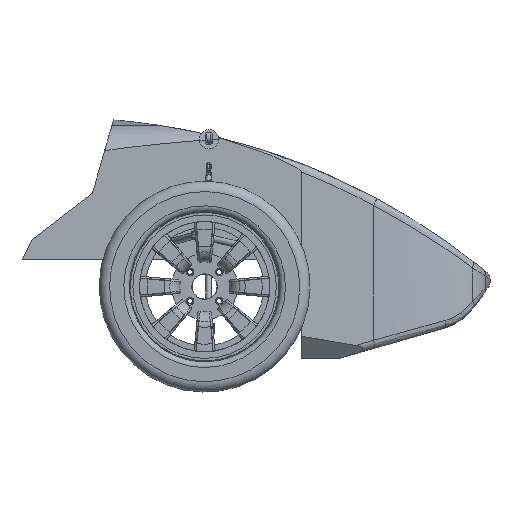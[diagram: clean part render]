
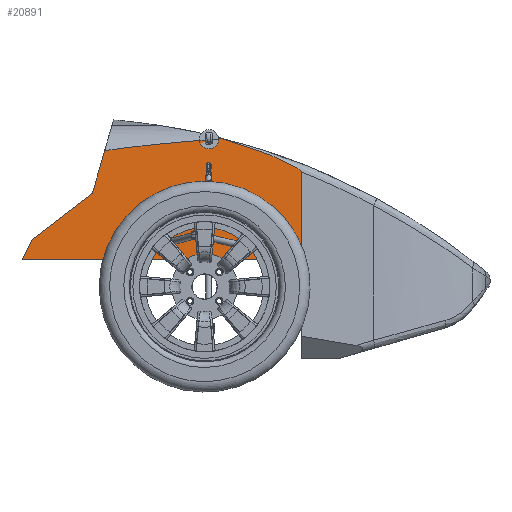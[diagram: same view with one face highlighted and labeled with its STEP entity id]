
A CAD part, front view. The second image highlights one B-rep face of the part: STEP entity #20891.
In plain terms, the highlighted face is planar.
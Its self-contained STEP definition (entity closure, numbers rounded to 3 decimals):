
#1247=ELLIPSE('',#24536,1556.879,106.111);
#1665=B_SPLINE_CURVE_WITH_KNOTS('',3,(#57320,#57321,#57322,#57323,#57324,
#57325,#57326,#57327,#57328,#57329,#57330,#57331,#57332,#57333),
 .UNSPECIFIED.,.F.,.F.,(4,2,2,2,2,2,4),(-11.652,-10.172,
-1.868,-0.512,-0.187,-0.065,
0.),.UNSPECIFIED.);
#3173=FACE_OUTER_BOUND('',#4550,.T.);
#4550=EDGE_LOOP('',(#19056,#19057,#19058,#19059,#19060,#19061,#19062));
#7045=LINE('',#57337,#8117);
#7046=LINE('',#57339,#8118);
#7047=LINE('',#57341,#8119);
#7048=LINE('',#57343,#8120);
#7049=LINE('',#57344,#8121);
#8117=VECTOR('',#30859,10.);
#8118=VECTOR('',#30860,10.);
#8119=VECTOR('',#30861,10.);
#8120=VECTOR('',#30862,10.);
#8121=VECTOR('',#30863,10.);
#10123=VERTEX_POINT('',#57318);
#10124=VERTEX_POINT('',#57319);
#10125=VERTEX_POINT('',#57334);
#10126=VERTEX_POINT('',#57336);
#10127=VERTEX_POINT('',#57338);
#10128=VERTEX_POINT('',#57340);
#10129=VERTEX_POINT('',#57342);
#13108=EDGE_CURVE('',#10123,#10124,#1665,.T.);
#13109=EDGE_CURVE('',#10125,#10123,#1247,.T.);
#13110=EDGE_CURVE('',#10126,#10125,#7045,.T.);
#13111=EDGE_CURVE('',#10127,#10126,#7046,.T.);
#13112=EDGE_CURVE('',#10128,#10127,#7047,.T.);
#13113=EDGE_CURVE('',#10129,#10128,#7048,.T.);
#13114=EDGE_CURVE('',#10124,#10129,#7049,.T.);
#19056=ORIENTED_EDGE('',*,*,#13108,.F.);
#19057=ORIENTED_EDGE('',*,*,#13109,.F.);
#19058=ORIENTED_EDGE('',*,*,#13110,.F.);
#19059=ORIENTED_EDGE('',*,*,#13111,.F.);
#19060=ORIENTED_EDGE('',*,*,#13112,.F.);
#19061=ORIENTED_EDGE('',*,*,#13113,.F.);
#19062=ORIENTED_EDGE('',*,*,#13114,.F.);
#19766=PLANE('',#24535);
#20891=ADVANCED_FACE('',(#3173),#19766,.F.);
#24535=AXIS2_PLACEMENT_3D('',#57317,#30855,#30856);
#24536=AXIS2_PLACEMENT_3D('',#57335,#30857,#30858);
#30855=DIRECTION('center_axis',(-0.998,-0.068,0.));
#30856=DIRECTION('ref_axis',(0.068,-0.998,0.));
#30857=DIRECTION('center_axis',(-0.998,-0.068,0.));
#30858=DIRECTION('ref_axis',(-0.068,0.998,0.));
#30859=DIRECTION('',(-0.019,0.279,0.96));
#30860=DIRECTION('',(-0.054,0.793,0.607));
#30861=DIRECTION('',(-0.03,0.44,0.898));
#30862=DIRECTION('',(0.068,-0.998,0.));
#30863=DIRECTION('',(0.,0.,-1.));
#57317=CARTESIAN_POINT('Origin',(218.859,532.424,-54.522));
#57318=CARTESIAN_POINT('',(231.879,341.832,238.642));
#57319=CARTESIAN_POINT('',(218.859,532.424,158.358));
#57320=CARTESIAN_POINT('Ctrl Pts',(231.879,341.832,238.642));
#57321=CARTESIAN_POINT('Ctrl Pts',(231.07,353.678,235.353));
#57322=CARTESIAN_POINT('Ctrl Pts',(230.263,365.481,231.875));
#57323=CARTESIAN_POINT('Ctrl Pts',(224.973,442.919,207.663));
#57324=CARTESIAN_POINT('Ctrl Pts',(221.646,491.623,185.707));
#57325=CARTESIAN_POINT('Ctrl Pts',(219.774,519.018,169.911));
#57326=CARTESIAN_POINT('Ctrl Pts',(219.338,525.4,166.072));
#57327=CARTESIAN_POINT('Ctrl Pts',(219.013,530.167,161.899));
#57328=CARTESIAN_POINT('Ctrl Pts',(218.949,531.105,160.979));
#57329=CARTESIAN_POINT('Ctrl Pts',(218.891,531.954,159.763));
#57330=CARTESIAN_POINT('Ctrl Pts',(218.875,532.179,159.38));
#57331=CARTESIAN_POINT('Ctrl Pts',(218.862,532.378,158.789));
#57332=CARTESIAN_POINT('Ctrl Pts',(218.859,532.424,158.573));
#57333=CARTESIAN_POINT('Ctrl Pts',(218.859,532.424,158.358));
#57334=CARTESIAN_POINT('',(251.328,57.139,209.775));
#57335=CARTESIAN_POINT('Origin',(154.794,1470.214,165.722));
#57336=CARTESIAN_POINT('',(253.368,27.274,106.828));
#57337=CARTESIAN_POINT('',(253.403,26.76,105.055));
#57338=CARTESIAN_POINT('',(263.34,-118.706,-4.905));
#57339=CARTESIAN_POINT('',(249.332,86.35,152.045));
#57340=CARTESIAN_POINT('',(265.,-143.,-54.522));
#57341=CARTESIAN_POINT('',(260.283,-73.949,86.503));
#57342=CARTESIAN_POINT('',(218.859,532.424,-54.522));
#57343=CARTESIAN_POINT('',(241.822,196.281,-54.522));
#57344=CARTESIAN_POINT('',(218.859,532.424,-54.522));
